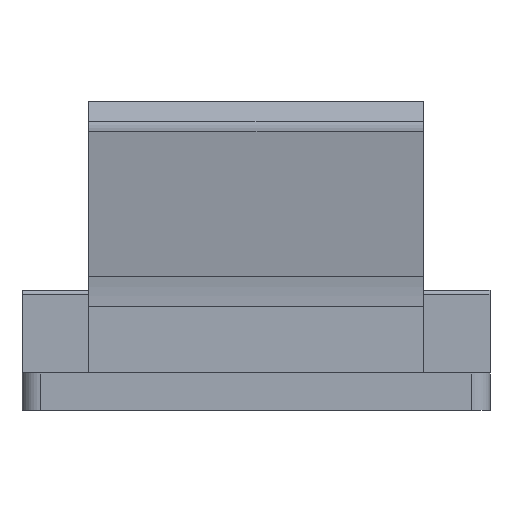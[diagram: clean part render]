
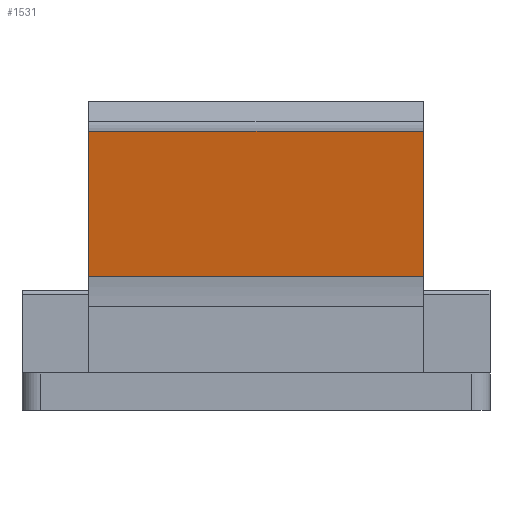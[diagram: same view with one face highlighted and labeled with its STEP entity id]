
A CAD part, left-side view. The second image highlights one B-rep face of the part: STEP entity #1531.
In plain terms, the highlighted planar face has unit normal (-0.988, 0, -0.158).
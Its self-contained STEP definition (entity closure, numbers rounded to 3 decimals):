
#181=FACE_OUTER_BOUND('',#271,.T.);
#271=EDGE_LOOP('',(#1311,#1312,#1313,#1314));
#377=LINE('',#2401,#527);
#396=LINE('',#2456,#546);
#401=LINE('',#2465,#551);
#418=LINE('',#2505,#568);
#527=VECTOR('',#1970,10.);
#546=VECTOR('',#2019,10.);
#551=VECTOR('',#2030,10.);
#568=VECTOR('',#2079,10.);
#677=VERTEX_POINT('',#2397);
#679=VERTEX_POINT('',#2400);
#698=VERTEX_POINT('',#2452);
#700=VERTEX_POINT('',#2455);
#856=EDGE_CURVE('',#679,#677,#377,.T.);
#884=EDGE_CURVE('',#700,#698,#396,.T.);
#890=EDGE_CURVE('',#698,#679,#401,.T.);
#909=EDGE_CURVE('',#700,#677,#418,.T.);
#1311=ORIENTED_EDGE('',*,*,#856,.T.);
#1312=ORIENTED_EDGE('',*,*,#909,.F.);
#1313=ORIENTED_EDGE('',*,*,#884,.T.);
#1314=ORIENTED_EDGE('',*,*,#890,.T.);
#1377=PLANE('',#1684);
#1531=ADVANCED_FACE('',(#181),#1377,.F.);
#1684=AXIS2_PLACEMENT_3D('',#2517,#2094,#2095);
#1970=DIRECTION('',(0.,-1.,0.));
#2019=DIRECTION('',(0.,1.,0.));
#2030=DIRECTION('',(0.158,0.,-0.988));
#2079=DIRECTION('',(0.158,0.,-0.988));
#2094=DIRECTION('center_axis',(0.988,0.,0.158));
#2095=DIRECTION('ref_axis',(0.158,0.,-0.988));
#2397=CARTESIAN_POINT('',(-71.625,-45.,-49.838));
#2400=CARTESIAN_POINT('',(-71.625,45.,-49.838));
#2401=CARTESIAN_POINT('',(-71.625,-22.5,-49.838));
#2452=CARTESIAN_POINT('',(-77.884,45.,-10.611));
#2455=CARTESIAN_POINT('',(-77.884,-45.,-10.611));
#2456=CARTESIAN_POINT('',(-77.884,0.,-10.611));
#2465=CARTESIAN_POINT('',(-78.09,45.,-9.318));
#2505=CARTESIAN_POINT('',(-78.09,-45.,-9.318));
#2517=CARTESIAN_POINT('Origin',(-78.09,0.,-9.318));
